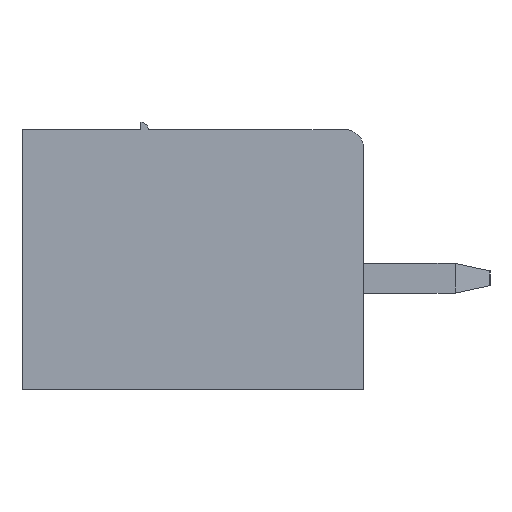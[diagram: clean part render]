
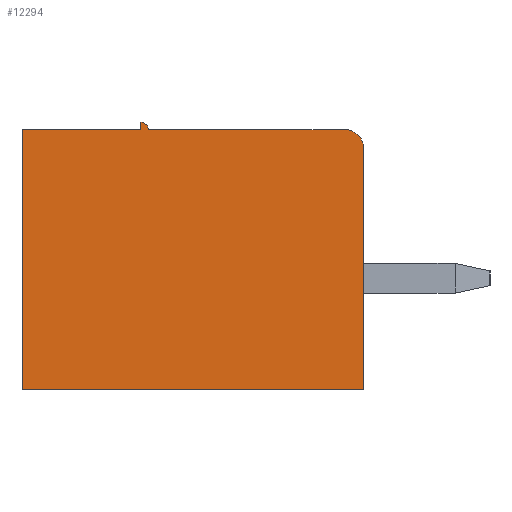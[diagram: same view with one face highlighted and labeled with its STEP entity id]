
A CAD part, left-side view. The second image highlights one B-rep face of the part: STEP entity #12294.
In plain terms, the highlighted planar face has unit normal (-1, 0, 0).
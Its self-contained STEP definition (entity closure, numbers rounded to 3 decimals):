
#165 = VERTEX_POINT ( 'NONE', #7214 ) ;
#394 = CARTESIAN_POINT ( 'NONE',  ( 0., 9.2, 0. ) ) ;
#852 = CIRCLE ( 'NONE', #18647, 0.2 ) ;
#1067 = EDGE_CURVE ( 'NONE', #27549, #24960, #852, .T. ) ;
#1372 = CARTESIAN_POINT ( 'NONE',  ( 0., 0.5, 7. ) ) ;
#2655 = CARTESIAN_POINT ( 'NONE',  ( 0., 9.2, 7. ) ) ;
#2900 = DIRECTION ( 'NONE',  ( 0., 0., -1. ) ) ;
#2911 = VECTOR ( 'NONE', #25990, 1000. ) ;
#3391 = VERTEX_POINT ( 'NONE', #11012 ) ;
#4491 = AXIS2_PLACEMENT_3D ( 'NONE', #21648, #31192, #2900 ) ;
#5162 = DIRECTION ( 'NONE',  ( 0., 0., 1. ) ) ;
#5265 = LINE ( 'NONE', #394, #8903 ) ;
#6509 = EDGE_CURVE ( 'NONE', #24960, #19609, #31806, .T. ) ;
#6786 = LINE ( 'NONE', #17122, #10118 ) ;
#7214 = CARTESIAN_POINT ( 'NONE',  ( 0., 0., 6.5 ) ) ;
#7788 = CARTESIAN_POINT ( 'NONE',  ( 0., 9.2, 7. ) ) ;
#7896 = CARTESIAN_POINT ( 'NONE',  ( 0., 0., 7. ) ) ;
#8148 = VECTOR ( 'NONE', #23246, 1000. ) ;
#8252 = DIRECTION ( 'NONE',  ( 0., 0., 1. ) ) ;
#8642 = FACE_OUTER_BOUND ( 'NONE', #30909, .T. ) ;
#8903 = VECTOR ( 'NONE', #31207, 1000. ) ;
#9502 = DIRECTION ( 'NONE',  ( 0., -1., 0. ) ) ;
#9957 = CARTESIAN_POINT ( 'NONE',  ( 0., 5.8, 7. ) ) ;
#10118 = VECTOR ( 'NONE', #9502, 1000. ) ;
#10168 = LINE ( 'NONE', #7788, #2911 ) ;
#10449 = LINE ( 'NONE', #7896, #32323 ) ;
#10709 = CIRCLE ( 'NONE', #27884, 0.5 ) ;
#11012 = CARTESIAN_POINT ( 'NONE',  ( 0., 9.2, 7. ) ) ;
#11290 = ORIENTED_EDGE ( 'NONE', *, *, #22099, .F. ) ;
#11353 = CARTESIAN_POINT ( 'NONE',  ( 0., 6., 7. ) ) ;
#11693 = DIRECTION ( 'NONE',  ( 0., 0., -1. ) ) ;
#12294 = ADVANCED_FACE ( 'NONE', ( #8642 ), #28675, .F. ) ;
#12529 = VERTEX_POINT ( 'NONE', #15690 ) ;
#13069 = ORIENTED_EDGE ( 'NONE', *, *, #29249, .T. ) ;
#14229 = CARTESIAN_POINT ( 'NONE',  ( 0., 0.5, 6.5 ) ) ;
#14233 = VECTOR ( 'NONE', #26760, 1000. ) ;
#14380 = DIRECTION ( 'NONE',  ( -1., 0., 0. ) ) ;
#15661 = ORIENTED_EDGE ( 'NONE', *, *, #17637, .F. ) ;
#15690 = CARTESIAN_POINT ( 'NONE',  ( 0., 0., 0. ) ) ;
#16491 = ORIENTED_EDGE ( 'NONE', *, *, #1067, .T. ) ;
#17122 = CARTESIAN_POINT ( 'NONE',  ( 0., 9.2, 7. ) ) ;
#17637 = EDGE_CURVE ( 'NONE', #27549, #28676, #6786, .T. ) ;
#17700 = CARTESIAN_POINT ( 'NONE',  ( 0., 9.2, 0. ) ) ;
#18452 = EDGE_CURVE ( 'NONE', #30936, #3391, #28434, .T. ) ;
#18460 = EDGE_CURVE ( 'NONE', #12529, #165, #10449, .T. ) ;
#18647 = AXIS2_PLACEMENT_3D ( 'NONE', #20374, #25542, #5162 ) ;
#19609 = VERTEX_POINT ( 'NONE', #11353 ) ;
#20374 = CARTESIAN_POINT ( 'NONE',  ( 0., 6., 7. ) ) ;
#21448 = CARTESIAN_POINT ( 'NONE',  ( 0., 6., 7. ) ) ;
#21648 = CARTESIAN_POINT ( 'NONE',  ( 0., 9.2, 7. ) ) ;
#21668 = CARTESIAN_POINT ( 'NONE',  ( 0., 6., 7.2 ) ) ;
#22099 = EDGE_CURVE ( 'NONE', #3391, #19609, #10168, .T. ) ;
#22752 = EDGE_CURVE ( 'NONE', #30936, #12529, #5265, .T. ) ;
#22889 = ORIENTED_EDGE ( 'NONE', *, *, #6509, .T. ) ;
#23246 = DIRECTION ( 'NONE',  ( 0., 0., 1. ) ) ;
#24109 = ORIENTED_EDGE ( 'NONE', *, *, #22752, .T. ) ;
#24960 = VERTEX_POINT ( 'NONE', #21668 ) ;
#25542 = DIRECTION ( 'NONE',  ( -1., 0., 0. ) ) ;
#25990 = DIRECTION ( 'NONE',  ( 0., -1., 0. ) ) ;
#26760 = DIRECTION ( 'NONE',  ( 0., 0., -1. ) ) ;
#27549 = VERTEX_POINT ( 'NONE', #9957 ) ;
#27702 = ORIENTED_EDGE ( 'NONE', *, *, #18460, .T. ) ;
#27884 = AXIS2_PLACEMENT_3D ( 'NONE', #14229, #14380, #11693 ) ;
#28434 = LINE ( 'NONE', #2655, #8148 ) ;
#28675 = PLANE ( 'NONE',  #4491 ) ;
#28676 = VERTEX_POINT ( 'NONE', #1372 ) ;
#29249 = EDGE_CURVE ( 'NONE', #165, #28676, #10709, .T. ) ;
#29706 = ORIENTED_EDGE ( 'NONE', *, *, #18452, .F. ) ;
#30909 = EDGE_LOOP ( 'NONE', ( #27702, #13069, #15661, #16491, #22889, #11290, #29706, #24109 ) ) ;
#30936 = VERTEX_POINT ( 'NONE', #17700 ) ;
#31192 = DIRECTION ( 'NONE',  ( 1., 0., 0. ) ) ;
#31207 = DIRECTION ( 'NONE',  ( 0., -1., 0. ) ) ;
#31806 = LINE ( 'NONE', #21448, #14233 ) ;
#32323 = VECTOR ( 'NONE', #8252, 1000. ) ;
